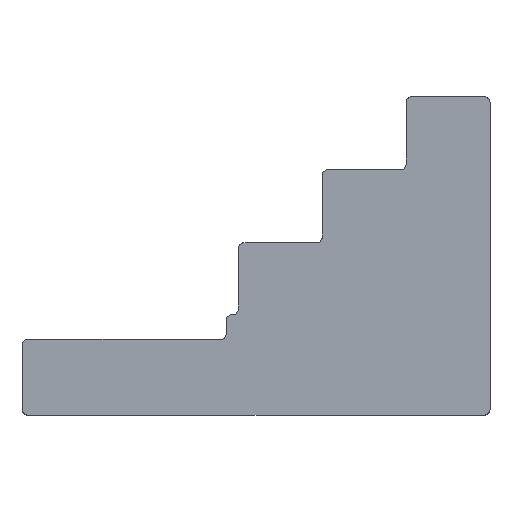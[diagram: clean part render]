
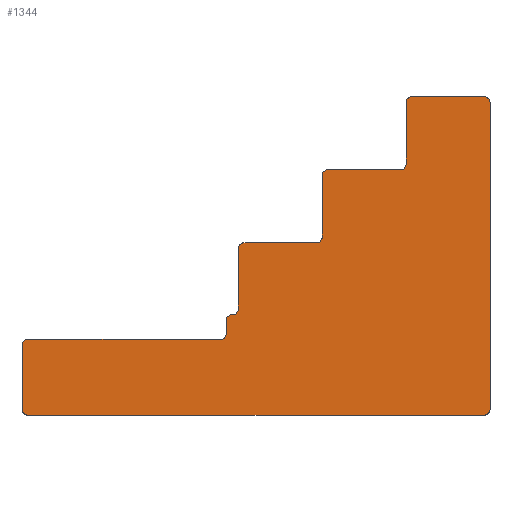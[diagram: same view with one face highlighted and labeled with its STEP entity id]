
A CAD part, top view. The second image highlights one B-rep face of the part: STEP entity #1344.
In plain terms, the highlighted planar face has unit normal (0, 0, 1).
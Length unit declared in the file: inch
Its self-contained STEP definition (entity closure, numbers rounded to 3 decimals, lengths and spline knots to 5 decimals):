
#128=PLANE('',#1532);
#190=FACE_OUTER_BOUND('',#279,.T.);
#279=EDGE_LOOP('',(#1130,#1131,#1132,#1133,#1134,#1135,#1136,#1137,#1138,
#1139,#1140,#1141,#1142,#1143,#1144,#1145,#1146,#1147,#1148,#1149,#1150,
#1151,#1152,#1153));
#345=LINE('',#2637,#431);
#361=LINE('',#2698,#447);
#362=LINE('',#2702,#448);
#363=LINE('',#2706,#449);
#364=LINE('',#2710,#450);
#365=LINE('',#2715,#451);
#366=LINE('',#2719,#452);
#367=LINE('',#2723,#453);
#368=LINE('',#2727,#454);
#369=LINE('',#2731,#455);
#370=LINE('',#2735,#456);
#371=LINE('',#2738,#457);
#431=VECTOR('',#1770,0.3937);
#447=VECTOR('',#1834,0.3937);
#448=VECTOR('',#1837,0.3937);
#449=VECTOR('',#1840,0.3937);
#450=VECTOR('',#1843,0.3937);
#451=VECTOR('',#1848,0.3937);
#452=VECTOR('',#1851,0.3937);
#453=VECTOR('',#1854,0.3937);
#454=VECTOR('',#1857,0.3937);
#455=VECTOR('',#1860,0.3937);
#456=VECTOR('',#1863,0.3937);
#457=VECTOR('',#1866,0.3937);
#539=CIRCLE('',#1531,0.03);
#540=CIRCLE('',#1533,0.03);
#541=CIRCLE('',#1534,0.03);
#542=CIRCLE('',#1535,0.03);
#543=CIRCLE('',#1536,0.03);
#544=CIRCLE('',#1537,0.03);
#545=CIRCLE('',#1538,0.03);
#546=CIRCLE('',#1539,0.03);
#547=CIRCLE('',#1540,0.03);
#548=CIRCLE('',#1541,0.03);
#549=CIRCLE('',#1542,0.03);
#550=CIRCLE('',#1543,0.03);
#636=VERTEX_POINT('',#2633);
#638=VERTEX_POINT('',#2636);
#657=VERTEX_POINT('',#2691);
#658=VERTEX_POINT('',#2693);
#659=VERTEX_POINT('',#2697);
#660=VERTEX_POINT('',#2699);
#661=VERTEX_POINT('',#2701);
#662=VERTEX_POINT('',#2703);
#663=VERTEX_POINT('',#2705);
#664=VERTEX_POINT('',#2707);
#665=VERTEX_POINT('',#2709);
#666=VERTEX_POINT('',#2712);
#667=VERTEX_POINT('',#2714);
#668=VERTEX_POINT('',#2716);
#669=VERTEX_POINT('',#2718);
#670=VERTEX_POINT('',#2720);
#671=VERTEX_POINT('',#2722);
#672=VERTEX_POINT('',#2724);
#673=VERTEX_POINT('',#2726);
#674=VERTEX_POINT('',#2728);
#675=VERTEX_POINT('',#2730);
#676=VERTEX_POINT('',#2732);
#677=VERTEX_POINT('',#2734);
#678=VERTEX_POINT('',#2736);
#798=EDGE_CURVE('',#638,#636,#345,.T.);
#826=EDGE_CURVE('',#657,#658,#539,.T.);
#828=EDGE_CURVE('',#657,#659,#361,.T.);
#829=EDGE_CURVE('',#660,#659,#540,.T.);
#830=EDGE_CURVE('',#660,#661,#362,.T.);
#831=EDGE_CURVE('',#662,#661,#541,.T.);
#832=EDGE_CURVE('',#662,#663,#363,.T.);
#833=EDGE_CURVE('',#664,#663,#542,.T.);
#834=EDGE_CURVE('',#664,#665,#364,.T.);
#835=EDGE_CURVE('',#638,#665,#543,.T.);
#836=EDGE_CURVE('',#666,#636,#544,.T.);
#837=EDGE_CURVE('',#666,#667,#365,.T.);
#838=EDGE_CURVE('',#668,#667,#545,.T.);
#839=EDGE_CURVE('',#668,#669,#366,.T.);
#840=EDGE_CURVE('',#670,#669,#546,.T.);
#841=EDGE_CURVE('',#670,#671,#367,.T.);
#842=EDGE_CURVE('',#672,#671,#547,.T.);
#843=EDGE_CURVE('',#672,#673,#368,.T.);
#844=EDGE_CURVE('',#674,#673,#548,.T.);
#845=EDGE_CURVE('',#674,#675,#369,.T.);
#846=EDGE_CURVE('',#676,#675,#549,.T.);
#847=EDGE_CURVE('',#676,#677,#370,.T.);
#848=EDGE_CURVE('',#678,#677,#550,.T.);
#849=EDGE_CURVE('',#678,#658,#371,.T.);
#1130=ORIENTED_EDGE('',*,*,#826,.F.);
#1131=ORIENTED_EDGE('',*,*,#828,.T.);
#1132=ORIENTED_EDGE('',*,*,#829,.F.);
#1133=ORIENTED_EDGE('',*,*,#830,.T.);
#1134=ORIENTED_EDGE('',*,*,#831,.F.);
#1135=ORIENTED_EDGE('',*,*,#832,.T.);
#1136=ORIENTED_EDGE('',*,*,#833,.F.);
#1137=ORIENTED_EDGE('',*,*,#834,.T.);
#1138=ORIENTED_EDGE('',*,*,#835,.F.);
#1139=ORIENTED_EDGE('',*,*,#798,.T.);
#1140=ORIENTED_EDGE('',*,*,#836,.F.);
#1141=ORIENTED_EDGE('',*,*,#837,.T.);
#1142=ORIENTED_EDGE('',*,*,#838,.F.);
#1143=ORIENTED_EDGE('',*,*,#839,.T.);
#1144=ORIENTED_EDGE('',*,*,#840,.F.);
#1145=ORIENTED_EDGE('',*,*,#841,.T.);
#1146=ORIENTED_EDGE('',*,*,#842,.F.);
#1147=ORIENTED_EDGE('',*,*,#843,.T.);
#1148=ORIENTED_EDGE('',*,*,#844,.F.);
#1149=ORIENTED_EDGE('',*,*,#845,.T.);
#1150=ORIENTED_EDGE('',*,*,#846,.F.);
#1151=ORIENTED_EDGE('',*,*,#847,.T.);
#1152=ORIENTED_EDGE('',*,*,#848,.F.);
#1153=ORIENTED_EDGE('',*,*,#849,.T.);
#1344=ADVANCED_FACE('',(#190),#128,.T.);
#1531=AXIS2_PLACEMENT_3D('',#2694,#1829,#1830);
#1532=AXIS2_PLACEMENT_3D('',#2696,#1832,#1833);
#1533=AXIS2_PLACEMENT_3D('',#2700,#1835,#1836);
#1534=AXIS2_PLACEMENT_3D('',#2704,#1838,#1839);
#1535=AXIS2_PLACEMENT_3D('',#2708,#1841,#1842);
#1536=AXIS2_PLACEMENT_3D('',#2711,#1844,#1845);
#1537=AXIS2_PLACEMENT_3D('',#2713,#1846,#1847);
#1538=AXIS2_PLACEMENT_3D('',#2717,#1849,#1850);
#1539=AXIS2_PLACEMENT_3D('',#2721,#1852,#1853);
#1540=AXIS2_PLACEMENT_3D('',#2725,#1855,#1856);
#1541=AXIS2_PLACEMENT_3D('',#2729,#1858,#1859);
#1542=AXIS2_PLACEMENT_3D('',#2733,#1861,#1862);
#1543=AXIS2_PLACEMENT_3D('',#2737,#1864,#1865);
#1770=DIRECTION('',(0.,1.,0.));
#1829=DIRECTION('center_axis',(0.,0.,-1.));
#1830=DIRECTION('ref_axis',(-0.707,0.707,0.));
#1832=DIRECTION('center_axis',(0.,0.,1.));
#1833=DIRECTION('ref_axis',(1.,0.,0.));
#1834=DIRECTION('',(0.,-1.,0.));
#1835=DIRECTION('center_axis',(0.,0.,1.));
#1836=DIRECTION('ref_axis',(0.707,-0.707,0.));
#1837=DIRECTION('',(-1.,0.,0.));
#1838=DIRECTION('center_axis',(0.,0.,-1.));
#1839=DIRECTION('ref_axis',(-0.707,0.707,0.));
#1840=DIRECTION('',(0.,-1.,0.));
#1841=DIRECTION('center_axis',(0.,0.,-1.));
#1842=DIRECTION('ref_axis',(-0.707,-0.707,0.));
#1843=DIRECTION('',(1.,0.,0.));
#1844=DIRECTION('center_axis',(0.,0.,-1.));
#1845=DIRECTION('ref_axis',(0.707,-0.707,0.));
#1846=DIRECTION('center_axis',(0.,0.,-1.));
#1847=DIRECTION('ref_axis',(0.707,0.707,0.));
#1848=DIRECTION('',(-1.,0.,0.));
#1849=DIRECTION('center_axis',(0.,0.,-1.));
#1850=DIRECTION('ref_axis',(-0.707,0.707,0.));
#1851=DIRECTION('',(0.,-1.,0.));
#1852=DIRECTION('center_axis',(0.,0.,1.));
#1853=DIRECTION('ref_axis',(0.707,-0.707,0.));
#1854=DIRECTION('',(-1.,0.,0.));
#1855=DIRECTION('center_axis',(0.,0.,-1.));
#1856=DIRECTION('ref_axis',(-0.707,0.707,0.));
#1857=DIRECTION('',(0.,-1.,0.));
#1858=DIRECTION('center_axis',(0.,0.,1.));
#1859=DIRECTION('ref_axis',(0.707,-0.707,0.));
#1860=DIRECTION('',(-1.,0.,0.));
#1861=DIRECTION('center_axis',(0.,0.,-1.));
#1862=DIRECTION('ref_axis',(-0.707,0.707,0.));
#1863=DIRECTION('',(0.,-1.,0.));
#1864=DIRECTION('center_axis',(0.,0.,1.));
#1865=DIRECTION('ref_axis',(0.707,-0.707,0.));
#1866=DIRECTION('',(-1.,0.,0.));
#2633=CARTESIAN_POINT('',(1.2185,1.377,0.));
#2636=CARTESIAN_POINT('',(1.2185,-0.22,0.));
#2637=CARTESIAN_POINT('',(1.2185,-0.25,0.));
#2691=CARTESIAN_POINT('',(-0.1555,0.242,0.));
#2693=CARTESIAN_POINT('',(-0.1255,0.272,0.));
#2694=CARTESIAN_POINT('Origin',(-0.1255,0.242,0.));
#2696=CARTESIAN_POINT('Origin',(0.23354,0.34496,0.));
#2697=CARTESIAN_POINT('',(-0.1555,0.174,0.));
#2698=CARTESIAN_POINT('',(-0.1555,0.272,0.));
#2699=CARTESIAN_POINT('',(-0.1855,0.144,0.));
#2700=CARTESIAN_POINT('Origin',(-0.1855,0.174,0.));
#2701=CARTESIAN_POINT('',(-1.1885,0.144,0.));
#2702=CARTESIAN_POINT('',(-0.1555,0.144,0.));
#2703=CARTESIAN_POINT('',(-1.2185,0.114,0.));
#2704=CARTESIAN_POINT('Origin',(-1.1885,0.114,0.));
#2705=CARTESIAN_POINT('',(-1.2185,-0.22,0.));
#2706=CARTESIAN_POINT('',(-1.2185,0.144,0.));
#2707=CARTESIAN_POINT('',(-1.1885,-0.25,0.));
#2708=CARTESIAN_POINT('Origin',(-1.1885,-0.22,0.));
#2709=CARTESIAN_POINT('',(1.1885,-0.25,0.));
#2710=CARTESIAN_POINT('',(-1.2185,-0.25,0.));
#2711=CARTESIAN_POINT('Origin',(1.1885,-0.22,0.));
#2712=CARTESIAN_POINT('',(1.1885,1.407,0.));
#2713=CARTESIAN_POINT('Origin',(1.1885,1.377,0.));
#2714=CARTESIAN_POINT('',(0.8115,1.407,0.));
#2715=CARTESIAN_POINT('',(1.2185,1.407,0.));
#2716=CARTESIAN_POINT('',(0.7815,1.377,0.));
#2717=CARTESIAN_POINT('Origin',(0.8115,1.377,0.));
#2718=CARTESIAN_POINT('',(0.7815,1.057,0.));
#2719=CARTESIAN_POINT('',(0.7815,1.407,0.));
#2720=CARTESIAN_POINT('',(0.7515,1.027,0.));
#2721=CARTESIAN_POINT('Origin',(0.7515,1.057,0.));
#2722=CARTESIAN_POINT('',(0.3745,1.027,0.));
#2723=CARTESIAN_POINT('',(0.7815,1.027,0.));
#2724=CARTESIAN_POINT('',(0.3445,0.997,0.));
#2725=CARTESIAN_POINT('Origin',(0.3745,0.997,0.));
#2726=CARTESIAN_POINT('',(0.3445,0.677,0.));
#2727=CARTESIAN_POINT('',(0.3445,1.027,0.));
#2728=CARTESIAN_POINT('',(0.3145,0.647,0.));
#2729=CARTESIAN_POINT('Origin',(0.3145,0.677,0.));
#2730=CARTESIAN_POINT('',(-0.0625,0.647,0.));
#2731=CARTESIAN_POINT('',(0.3445,0.647,0.));
#2732=CARTESIAN_POINT('',(-0.0925,0.617,0.));
#2733=CARTESIAN_POINT('Origin',(-0.0625,0.617,0.));
#2734=CARTESIAN_POINT('',(-0.0925,0.302,0.));
#2735=CARTESIAN_POINT('',(-0.0925,0.647,0.));
#2736=CARTESIAN_POINT('',(-0.1225,0.272,0.));
#2737=CARTESIAN_POINT('Origin',(-0.1225,0.302,0.));
#2738=CARTESIAN_POINT('',(-0.0925,0.272,0.));
